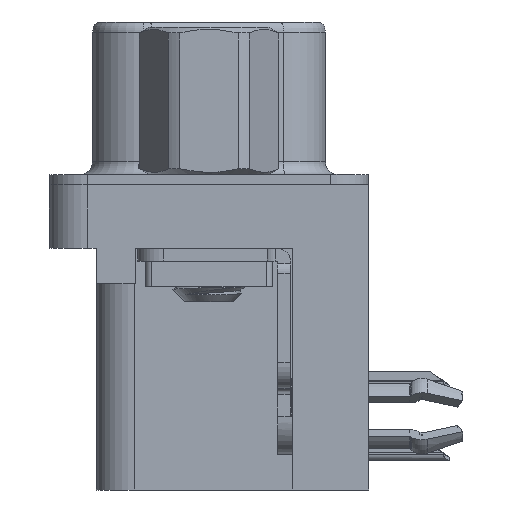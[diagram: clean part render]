
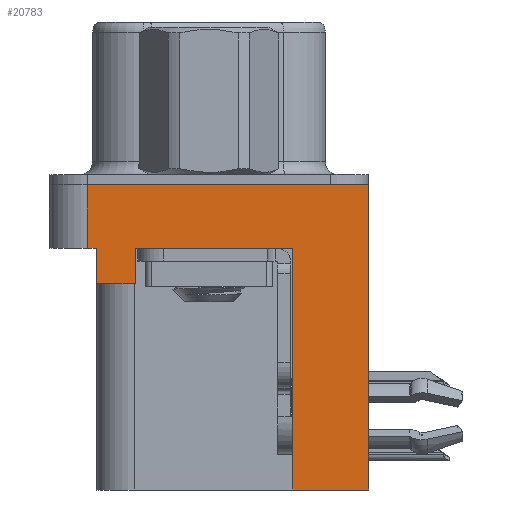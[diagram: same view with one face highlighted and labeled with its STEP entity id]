
A CAD part, left-side view. The second image highlights one B-rep face of the part: STEP entity #20783.
In plain terms, the highlighted planar face has unit normal (-1, 0, 0).
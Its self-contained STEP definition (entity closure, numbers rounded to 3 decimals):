
#491 = ORIENTED_EDGE ( 'NONE', *, *, #9531, .F. ) ;
#954 = CARTESIAN_POINT ( 'NONE',  ( -2.91, 4.425, -3.9 ) ) ;
#1094 = CARTESIAN_POINT ( 'NONE',  ( -2.91, 4.775, -2.5 ) ) ;
#1643 = LINE ( 'NONE', #2121, #16388 ) ;
#2121 = CARTESIAN_POINT ( 'NONE',  ( -2.91, -6.275, -2.5 ) ) ;
#2174 = CARTESIAN_POINT ( 'NONE',  ( -2.91, 2.895, -3.9 ) ) ;
#2366 = ORIENTED_EDGE ( 'NONE', *, *, #23524, .T. ) ;
#2711 = EDGE_CURVE ( 'NONE', #25778, #3958, #17200, .T. ) ;
#3958 = VERTEX_POINT ( 'NONE', #17595 ) ;
#4635 = ORIENTED_EDGE ( 'NONE', *, *, #30995, .F. ) ;
#5037 = LINE ( 'NONE', #12431, #22688 ) ;
#5356 = VERTEX_POINT ( 'NONE', #2174 ) ;
#6383 = CARTESIAN_POINT ( 'NONE',  ( -2.91, -6.275, 0. ) ) ;
#6838 = ORIENTED_EDGE ( 'NONE', *, *, #32202, .F. ) ;
#7684 = FACE_OUTER_BOUND ( 'NONE', #8880, .T. ) ;
#8880 = EDGE_LOOP ( 'NONE', ( #29998, #29585, #12571, #4635, #491, #2366, #30640, #6838, #14317, #15711 ) ) ;
#9375 = DIRECTION ( 'NONE',  ( 0., 1., 0. ) ) ;
#9396 = VECTOR ( 'NONE', #15056, 1000. ) ;
#9531 = EDGE_CURVE ( 'NONE', #5356, #12813, #29887, .T. ) ;
#10098 = CARTESIAN_POINT ( 'NONE',  ( -2.91, -6.275, -12. ) ) ;
#11401 = DIRECTION ( 'NONE',  ( -1., 0., 0. ) ) ;
#11898 = EDGE_CURVE ( 'NONE', #12672, #19196, #23156, .T. ) ;
#11899 = CARTESIAN_POINT ( 'NONE',  ( -2.91, -6.275, 0. ) ) ;
#12094 = VECTOR ( 'NONE', #21294, 1000. ) ;
#12160 = VERTEX_POINT ( 'NONE', #24288 ) ;
#12256 = EDGE_CURVE ( 'NONE', #12160, #20077, #22733, .T. ) ;
#12287 = DIRECTION ( 'NONE',  ( 0., -1., 0. ) ) ;
#12431 = CARTESIAN_POINT ( 'NONE',  ( -2.91, 4.775, -2.5 ) ) ;
#12571 = ORIENTED_EDGE ( 'NONE', *, *, #19963, .T. ) ;
#12672 = VERTEX_POINT ( 'NONE', #31503 ) ;
#12813 = VERTEX_POINT ( 'NONE', #29005 ) ;
#13572 = CARTESIAN_POINT ( 'NONE',  ( -2.91, 4.425, -3.9 ) ) ;
#13950 = EDGE_CURVE ( 'NONE', #31211, #12160, #5037, .T. ) ;
#14047 = DIRECTION ( 'NONE',  ( 0., 0., 1. ) ) ;
#14317 = ORIENTED_EDGE ( 'NONE', *, *, #2711, .F. ) ;
#14725 = DIRECTION ( 'NONE',  ( 0., 0., 1. ) ) ;
#15056 = DIRECTION ( 'NONE',  ( 0., 0., 1. ) ) ;
#15174 = CARTESIAN_POINT ( 'NONE',  ( -2.91, -6.275, -2.5 ) ) ;
#15189 = LINE ( 'NONE', #33275, #9396 ) ;
#15711 = ORIENTED_EDGE ( 'NONE', *, *, #19991, .T. ) ;
#15797 = CARTESIAN_POINT ( 'NONE',  ( -2.91, -3.295, -2.5 ) ) ;
#16288 = CARTESIAN_POINT ( 'NONE',  ( -2.91, 4.425, -2.5 ) ) ;
#16388 = VECTOR ( 'NONE', #12287, 1000. ) ;
#17154 = VECTOR ( 'NONE', #21041, 1000. ) ;
#17200 = LINE ( 'NONE', #33469, #21306 ) ;
#17595 = CARTESIAN_POINT ( 'NONE',  ( -2.91, -3.295, -12. ) ) ;
#17875 = LINE ( 'NONE', #18557, #12094 ) ;
#18067 = VERTEX_POINT ( 'NONE', #16288 ) ;
#18557 = CARTESIAN_POINT ( 'NONE',  ( -2.91, -3.295, -12. ) ) ;
#18738 = CARTESIAN_POINT ( 'NONE',  ( -2.91, 2.895, -3.9 ) ) ;
#19196 = VERTEX_POINT ( 'NONE', #15797 ) ;
#19963 = EDGE_CURVE ( 'NONE', #31211, #18067, #1643, .T. ) ;
#19991 = EDGE_CURVE ( 'NONE', #25778, #20077, #15189, .T. ) ;
#20077 = VERTEX_POINT ( 'NONE', #11899 ) ;
#20783 = ADVANCED_FACE ( 'NONE', ( #7684 ), #30104, .T. ) ;
#21041 = DIRECTION ( 'NONE',  ( 0., 0., 1. ) ) ;
#21294 = DIRECTION ( 'NONE',  ( 0., 0., 1. ) ) ;
#21306 = VECTOR ( 'NONE', #9375, 1000. ) ;
#22688 = VECTOR ( 'NONE', #14725, 1000. ) ;
#22733 = LINE ( 'NONE', #6383, #25988 ) ;
#23156 = LINE ( 'NONE', #15174, #23979 ) ;
#23524 = EDGE_CURVE ( 'NONE', #5356, #12672, #33716, .T. ) ;
#23979 = VECTOR ( 'NONE', #30969, 1000. ) ;
#24288 = CARTESIAN_POINT ( 'NONE',  ( -2.91, 4.775, 0. ) ) ;
#24734 = VECTOR ( 'NONE', #26285, 1000. ) ;
#25778 = VERTEX_POINT ( 'NONE', #10098 ) ;
#25988 = VECTOR ( 'NONE', #27697, 1000. ) ;
#26285 = DIRECTION ( 'NONE',  ( 0., 0., 1. ) ) ;
#27697 = DIRECTION ( 'NONE',  ( 0., -1., 0. ) ) ;
#28236 = VECTOR ( 'NONE', #32682, 1000. ) ;
#29005 = CARTESIAN_POINT ( 'NONE',  ( -2.91, 4.425, -3.9 ) ) ;
#29251 = AXIS2_PLACEMENT_3D ( 'NONE', #32836, #11401, #14047 ) ;
#29585 = ORIENTED_EDGE ( 'NONE', *, *, #13950, .F. ) ;
#29887 = LINE ( 'NONE', #954, #28236 ) ;
#29998 = ORIENTED_EDGE ( 'NONE', *, *, #12256, .F. ) ;
#30104 = PLANE ( 'NONE',  #29251 ) ;
#30640 = ORIENTED_EDGE ( 'NONE', *, *, #11898, .T. ) ;
#30969 = DIRECTION ( 'NONE',  ( 0., -1., 0. ) ) ;
#30995 = EDGE_CURVE ( 'NONE', #12813, #18067, #33151, .T. ) ;
#31211 = VERTEX_POINT ( 'NONE', #1094 ) ;
#31503 = CARTESIAN_POINT ( 'NONE',  ( -2.91, 2.895, -2.5 ) ) ;
#32202 = EDGE_CURVE ( 'NONE', #3958, #19196, #17875, .T. ) ;
#32682 = DIRECTION ( 'NONE',  ( 0., 1., 0. ) ) ;
#32836 = CARTESIAN_POINT ( 'NONE',  ( -2.91, -6.275, -2.5 ) ) ;
#33151 = LINE ( 'NONE', #13572, #17154 ) ;
#33275 = CARTESIAN_POINT ( 'NONE',  ( -2.91, -6.275, -2.5 ) ) ;
#33469 = CARTESIAN_POINT ( 'NONE',  ( -2.91, -3.295, -12. ) ) ;
#33716 = LINE ( 'NONE', #18738, #24734 ) ;
